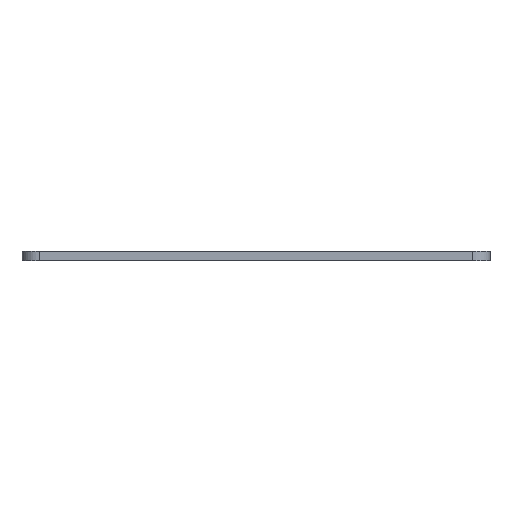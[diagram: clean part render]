
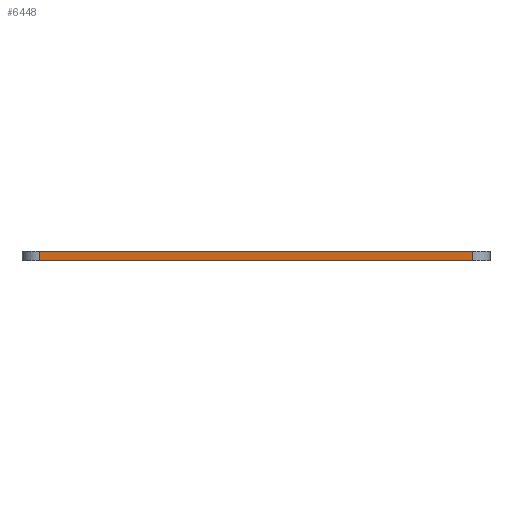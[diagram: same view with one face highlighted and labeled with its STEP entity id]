
A CAD part, front view. The second image highlights one B-rep face of the part: STEP entity #6448.
In plain terms, the highlighted planar face has unit normal (0, -1, 0).
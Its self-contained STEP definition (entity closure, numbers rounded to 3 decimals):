
#163 = VERTEX_POINT('',#164);
#164 = CARTESIAN_POINT('',(28.749,-162.1,0.));
#171 = EDGE_CURVE('',#172,#163,#174,.T.);
#172 = VERTEX_POINT('',#173);
#173 = CARTESIAN_POINT('',(103.331,-162.1,0.));
#174 = LINE('',#175,#176);
#175 = CARTESIAN_POINT('',(103.331,-162.1,0.));
#176 = VECTOR('',#177,1.);
#177 = DIRECTION('',(-1.,0.,0.));
#3292 = VERTEX_POINT('',#3293);
#3293 = CARTESIAN_POINT('',(28.749,-162.1,1.6));
#3300 = EDGE_CURVE('',#3301,#3292,#3303,.T.);
#3301 = VERTEX_POINT('',#3302);
#3302 = CARTESIAN_POINT('',(103.331,-162.1,1.6));
#3303 = LINE('',#3304,#3305);
#3304 = CARTESIAN_POINT('',(103.331,-162.1,1.6));
#3305 = VECTOR('',#3306,1.);
#3306 = DIRECTION('',(-1.,0.,0.));
#6420 = EDGE_CURVE('',#172,#3301,#6421,.T.);
#6421 = LINE('',#6422,#6423);
#6422 = CARTESIAN_POINT('',(103.331,-162.1,0.));
#6423 = VECTOR('',#6424,1.);
#6424 = DIRECTION('',(0.,0.,1.));
#6448 = ADVANCED_FACE('',(#6449),#6460,.T.);
#6449 = FACE_BOUND('',#6450,.T.);
#6450 = EDGE_LOOP('',(#6451,#6452,#6453,#6459));
#6451 = ORIENTED_EDGE('',*,*,#6420,.T.);
#6452 = ORIENTED_EDGE('',*,*,#3300,.T.);
#6453 = ORIENTED_EDGE('',*,*,#6454,.F.);
#6454 = EDGE_CURVE('',#163,#3292,#6455,.T.);
#6455 = LINE('',#6456,#6457);
#6456 = CARTESIAN_POINT('',(28.749,-162.1,0.));
#6457 = VECTOR('',#6458,1.);
#6458 = DIRECTION('',(0.,0.,1.));
#6459 = ORIENTED_EDGE('',*,*,#171,.F.);
#6460 = PLANE('',#6461);
#6461 = AXIS2_PLACEMENT_3D('',#6462,#6463,#6464);
#6462 = CARTESIAN_POINT('',(103.331,-162.1,0.));
#6463 = DIRECTION('',(0.,-1.,0.));
#6464 = DIRECTION('',(-1.,0.,0.));
